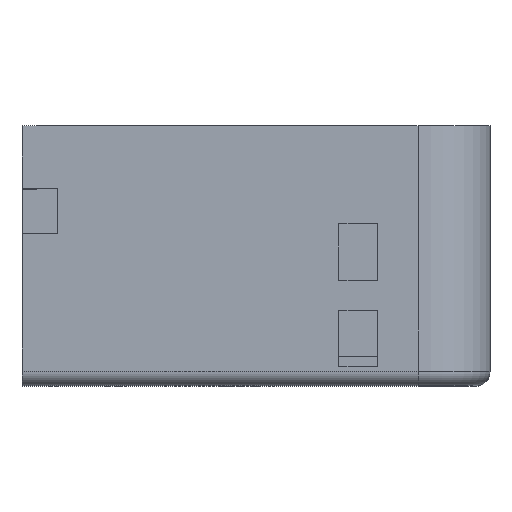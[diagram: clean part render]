
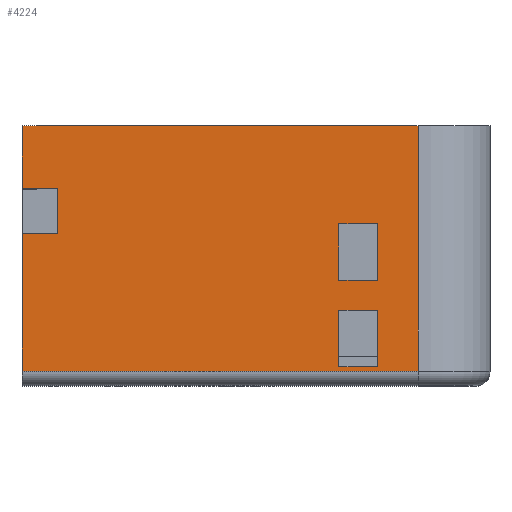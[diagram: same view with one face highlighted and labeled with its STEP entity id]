
A CAD part, top view. The second image highlights one B-rep face of the part: STEP entity #4224.
In plain terms, the highlighted planar face has unit normal (0, 0, 1).
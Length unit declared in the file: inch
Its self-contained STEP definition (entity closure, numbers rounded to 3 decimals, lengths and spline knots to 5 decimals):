
#62 = VERTEX_POINT ( 'NONE', #2000 ) ;
#201 = VERTEX_POINT ( 'NONE', #3379 ) ;
#268 = DIRECTION ( 'NONE',  ( -1., 0., 0. ) ) ;
#345 = ORIENTED_EDGE ( 'NONE', *, *, #4897, .F. ) ;
#361 = LINE ( 'NONE', #6071, #5953 ) ;
#466 = LINE ( 'NONE', #2381, #3354 ) ;
#491 = CARTESIAN_POINT ( 'NONE',  ( -0.78113, 6.92813, 1.98 ) ) ;
#535 = CARTESIAN_POINT ( 'NONE',  ( -3.25, 1.36823, 1.98 ) ) ;
#576 = ORIENTED_EDGE ( 'NONE', *, *, #2709, .F. ) ;
#594 = ORIENTED_EDGE ( 'NONE', *, *, #2279, .T. ) ;
#629 = ORIENTED_EDGE ( 'NONE', *, *, #2999, .F. ) ;
#694 = VERTEX_POINT ( 'NONE', #2185 ) ;
#807 = DIRECTION ( 'NONE',  ( 0., 1., 0. ) ) ;
#861 = CARTESIAN_POINT ( 'NONE',  ( -1.0496, 0.52327, 1.98 ) ) ;
#889 = ORIENTED_EDGE ( 'NONE', *, *, #7116, .F. ) ;
#1070 = VECTOR ( 'NONE', #268, 39.37008 ) ;
#1125 = CARTESIAN_POINT ( 'NONE',  ( -0.78113, 6.92813, 1.98 ) ) ;
#1193 = EDGE_CURVE ( 'NONE', #3466, #5316, #3372, .T. ) ;
#1204 = VERTEX_POINT ( 'NONE', #861 ) ;
#1254 = CARTESIAN_POINT ( 'NONE',  ( -0.78113, 0.12984, 1.98 ) ) ;
#1349 = LINE ( 'NONE', #491, #4053 ) ;
#1429 = CARTESIAN_POINT ( 'NONE',  ( -3.25, 0.1, 1.98 ) ) ;
#1437 = VECTOR ( 'NONE', #6074, 39.37008 ) ;
#1579 = DIRECTION ( 'NONE',  ( 0., -1., 0. ) ) ;
#1620 = VECTOR ( 'NONE', #807, 39.37008 ) ;
#1705 = EDGE_CURVE ( 'NONE', #694, #201, #5796, .T. ) ;
#1745 = CARTESIAN_POINT ( 'NONE',  ( -1.0496, 0.72984, 1.98 ) ) ;
#1754 = CARTESIAN_POINT ( 'NONE',  ( 1.12267, 1.05523, 1.98 ) ) ;
#1875 = CARTESIAN_POINT ( 'NONE',  ( 0., 6.92813, 1.98 ) ) ;
#1877 = DIRECTION ( 'NONE',  ( 0., -1., 0. ) ) ;
#1902 = VECTOR ( 'NONE', #6920, 39.37008 ) ;
#1982 = CARTESIAN_POINT ( 'NONE',  ( -1.0496, 6.92813, 1.98 ) ) ;
#1999 = DIRECTION ( 'NONE',  ( 1., 0., 0. ) ) ;
#2000 = CARTESIAN_POINT ( 'NONE',  ( -0.5, 0.1, 1.98 ) ) ;
#2005 = EDGE_CURVE ( 'NONE', #6562, #62, #7337, .T. ) ;
#2032 = CARTESIAN_POINT ( 'NONE',  ( -3., 1.36823, 1.98 ) ) ;
#2172 = CARTESIAN_POINT ( 'NONE',  ( -1.0496, 6.92813, 1.98 ) ) ;
#2185 = CARTESIAN_POINT ( 'NONE',  ( -0.5, 1.80523, 1.98 ) ) ;
#2201 = LINE ( 'NONE', #1125, #3824 ) ;
#2279 = EDGE_CURVE ( 'NONE', #62, #694, #466, .T. ) ;
#2347 = CARTESIAN_POINT ( 'NONE',  ( 0., 1.80523, 1.98 ) ) ;
#2368 = VERTEX_POINT ( 'NONE', #1254 ) ;
#2381 = CARTESIAN_POINT ( 'NONE',  ( -0.5, 6.92813, 1.98 ) ) ;
#2396 = DIRECTION ( 'NONE',  ( 0., 1., 0. ) ) ;
#2483 = EDGE_CURVE ( 'NONE', #201, #5316, #6451, .T. ) ;
#2709 = EDGE_CURVE ( 'NONE', #3622, #3466, #3248, .T. ) ;
#2836 = ORIENTED_EDGE ( 'NONE', *, *, #2483, .T. ) ;
#2846 = CARTESIAN_POINT ( 'NONE',  ( 0., 0.72984, 1.98 ) ) ;
#2850 = EDGE_LOOP ( 'NONE', ( #7201, #4886, #629, #7340 ) ) ;
#2913 = ORIENTED_EDGE ( 'NONE', *, *, #6891, .F. ) ;
#2942 = EDGE_CURVE ( 'NONE', #5494, #7076, #361, .T. ) ;
#2984 = DIRECTION ( 'NONE',  ( -1., 0., 0. ) ) ;
#2999 = EDGE_CURVE ( 'NONE', #7909, #5494, #2201, .T. ) ;
#3063 = CARTESIAN_POINT ( 'NONE',  ( 0., 0.52327, 1.98 ) ) ;
#3070 = LINE ( 'NONE', #1754, #1437 ) ;
#3089 = VECTOR ( 'NONE', #7865, 39.37008 ) ;
#3099 = EDGE_CURVE ( 'NONE', #5912, #6562, #7974, .T. ) ;
#3121 = CARTESIAN_POINT ( 'NONE',  ( -0.78113, 1.12327, 1.98 ) ) ;
#3145 = CARTESIAN_POINT ( 'NONE',  ( -1.0496, 0.12984, 1.98 ) ) ;
#3176 = FACE_BOUND ( 'NONE', #6092, .T. ) ;
#3248 = LINE ( 'NONE', #5151, #1620 ) ;
#3272 = LINE ( 'NONE', #1982, #7546 ) ;
#3305 = CARTESIAN_POINT ( 'NONE',  ( 1.12267, 1.36823, 1.98 ) ) ;
#3354 = VECTOR ( 'NONE', #6657, 39.37008 ) ;
#3363 = VECTOR ( 'NONE', #1999, 39.37008 ) ;
#3372 = LINE ( 'NONE', #3305, #1070 ) ;
#3379 = CARTESIAN_POINT ( 'NONE',  ( -3.25, 1.80523, 1.98 ) ) ;
#3466 = VERTEX_POINT ( 'NONE', #2032 ) ;
#3475 = LINE ( 'NONE', #2846, #3089 ) ;
#3555 = VECTOR ( 'NONE', #7864, 39.37008 ) ;
#3559 = ORIENTED_EDGE ( 'NONE', *, *, #3099, .T. ) ;
#3607 = VECTOR ( 'NONE', #1877, 39.37008 ) ;
#3622 = VERTEX_POINT ( 'NONE', #4205 ) ;
#3681 = EDGE_CURVE ( 'NONE', #3622, #5912, #3070, .T. ) ;
#3690 = CARTESIAN_POINT ( 'NONE',  ( -3.25, 6.92813, 1.98 ) ) ;
#3691 = DIRECTION ( 'NONE',  ( -1., 0., 0. ) ) ;
#3824 = VECTOR ( 'NONE', #4198, 39.37008 ) ;
#3853 = LINE ( 'NONE', #3063, #5306 ) ;
#3907 = CARTESIAN_POINT ( 'NONE',  ( -3.25, 6.92813, 1.98 ) ) ;
#3913 = ORIENTED_EDGE ( 'NONE', *, *, #1193, .F. ) ;
#3922 = DIRECTION ( 'NONE',  ( 0., -1., 0. ) ) ;
#3961 = AXIS2_PLACEMENT_3D ( 'NONE', #1875, #6127, #4336 ) ;
#4053 = VECTOR ( 'NONE', #2396, 39.37008 ) ;
#4198 = DIRECTION ( 'NONE',  ( 0., 1., 0. ) ) ;
#4205 = CARTESIAN_POINT ( 'NONE',  ( -3., 1.05523, 1.98 ) ) ;
#4224 = ADVANCED_FACE ( 'NONE', ( #3176, #4352, #5606 ), #6177, .F. ) ;
#4291 = CARTESIAN_POINT ( 'NONE',  ( -0.78113, 0.52327, 1.98 ) ) ;
#4336 = DIRECTION ( 'NONE',  ( -1., 0., 0. ) ) ;
#4352 = FACE_OUTER_BOUND ( 'NONE', #5305, .T. ) ;
#4461 = VECTOR ( 'NONE', #1579, 39.37008 ) ;
#4886 = ORIENTED_EDGE ( 'NONE', *, *, #2942, .F. ) ;
#4897 = EDGE_CURVE ( 'NONE', #5568, #2368, #6077, .T. ) ;
#5151 = CARTESIAN_POINT ( 'NONE',  ( -3., 6.92813, 1.98 ) ) ;
#5162 = DIRECTION ( 'NONE',  ( 1., 0., 0. ) ) ;
#5243 = CARTESIAN_POINT ( 'NONE',  ( -0.5, 0.1, 1.98 ) ) ;
#5305 = EDGE_LOOP ( 'NONE', ( #3559, #7784, #594, #6606, #2836, #3913, #576, #5607 ) ) ;
#5306 = VECTOR ( 'NONE', #3691, 39.37008 ) ;
#5316 = VERTEX_POINT ( 'NONE', #535 ) ;
#5429 = LINE ( 'NONE', #2172, #4461 ) ;
#5494 = VERTEX_POINT ( 'NONE', #3121 ) ;
#5568 = VERTEX_POINT ( 'NONE', #3145 ) ;
#5606 = FACE_BOUND ( 'NONE', #2850, .T. ) ;
#5607 = ORIENTED_EDGE ( 'NONE', *, *, #3681, .T. ) ;
#5689 = VECTOR ( 'NONE', #5162, 39.37008 ) ;
#5773 = VERTEX_POINT ( 'NONE', #4291 ) ;
#5796 = LINE ( 'NONE', #2347, #3555 ) ;
#5912 = VERTEX_POINT ( 'NONE', #7583 ) ;
#5953 = VECTOR ( 'NONE', #2984, 39.37008 ) ;
#6071 = CARTESIAN_POINT ( 'NONE',  ( 0., 1.12327, 1.98 ) ) ;
#6074 = DIRECTION ( 'NONE',  ( -1., 0., 0. ) ) ;
#6077 = LINE ( 'NONE', #6985, #3363 ) ;
#6092 = EDGE_LOOP ( 'NONE', ( #889, #6473, #2913, #345 ) ) ;
#6125 = EDGE_CURVE ( 'NONE', #7076, #7517, #5429, .T. ) ;
#6127 = DIRECTION ( 'NONE',  ( 0., 0., -1. ) ) ;
#6177 = PLANE ( 'NONE',  #3961 ) ;
#6451 = LINE ( 'NONE', #3907, #1902 ) ;
#6473 = ORIENTED_EDGE ( 'NONE', *, *, #7058, .F. ) ;
#6562 = VERTEX_POINT ( 'NONE', #1429 ) ;
#6606 = ORIENTED_EDGE ( 'NONE', *, *, #1705, .T. ) ;
#6657 = DIRECTION ( 'NONE',  ( 0., 1., 0. ) ) ;
#6722 = EDGE_CURVE ( 'NONE', #7517, #7909, #3475, .T. ) ;
#6891 = EDGE_CURVE ( 'NONE', #2368, #5773, #1349, .T. ) ;
#6920 = DIRECTION ( 'NONE',  ( 0., -1., 0. ) ) ;
#6985 = CARTESIAN_POINT ( 'NONE',  ( 0., 0.12984, 1.98 ) ) ;
#7022 = CARTESIAN_POINT ( 'NONE',  ( -1.0496, 1.12327, 1.98 ) ) ;
#7058 = EDGE_CURVE ( 'NONE', #5773, #1204, #3853, .T. ) ;
#7076 = VERTEX_POINT ( 'NONE', #7022 ) ;
#7116 = EDGE_CURVE ( 'NONE', #1204, #5568, #3272, .T. ) ;
#7201 = ORIENTED_EDGE ( 'NONE', *, *, #6125, .F. ) ;
#7337 = LINE ( 'NONE', #5243, #5689 ) ;
#7340 = ORIENTED_EDGE ( 'NONE', *, *, #6722, .F. ) ;
#7517 = VERTEX_POINT ( 'NONE', #1745 ) ;
#7546 = VECTOR ( 'NONE', #3922, 39.37008 ) ;
#7583 = CARTESIAN_POINT ( 'NONE',  ( -3.25, 1.05523, 1.98 ) ) ;
#7784 = ORIENTED_EDGE ( 'NONE', *, *, #2005, .T. ) ;
#7852 = CARTESIAN_POINT ( 'NONE',  ( -0.78113, 0.72984, 1.98 ) ) ;
#7864 = DIRECTION ( 'NONE',  ( -1., 0., 0. ) ) ;
#7865 = DIRECTION ( 'NONE',  ( 1., 0., 0. ) ) ;
#7909 = VERTEX_POINT ( 'NONE', #7852 ) ;
#7974 = LINE ( 'NONE', #3690, #3607 ) ;
